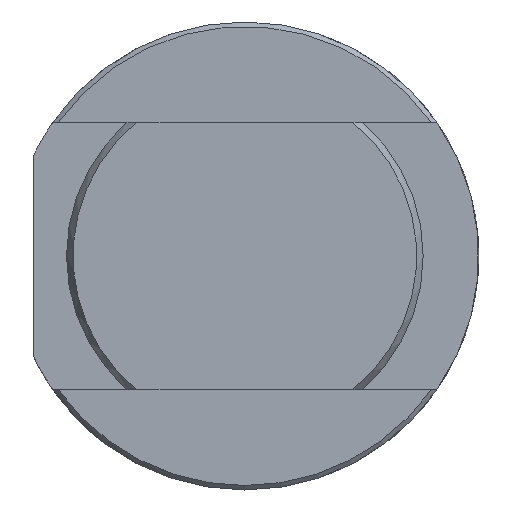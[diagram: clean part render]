
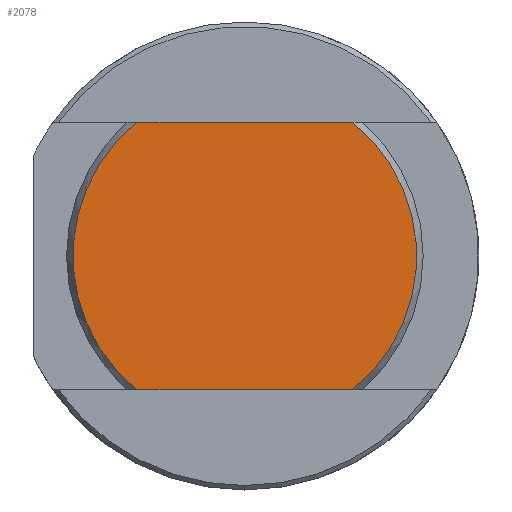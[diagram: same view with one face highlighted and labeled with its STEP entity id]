
A CAD part, left-side view. The second image highlights one B-rep face of the part: STEP entity #2078.
In plain terms, the highlighted planar face has unit normal (-1, 0, 0).
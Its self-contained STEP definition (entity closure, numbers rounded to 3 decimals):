
#56 = ORIENTED_EDGE ( 'NONE', *, *, #2604, .T. ) ;
#573 = EDGE_LOOP ( 'NONE', ( #56, #1501, #706, #703 ) ) ;
#703 = ORIENTED_EDGE ( 'NONE', *, *, #2668, .F. ) ;
#706 = ORIENTED_EDGE ( 'NONE', *, *, #2666, .T. ) ;
#1046 = CARTESIAN_POINT ( 'NONE',  ( 0., 0., 0. ) ) ;
#1047 = PLANE ( 'NONE',  #2630 ) ;
#1048 = DIRECTION ( 'NONE',  ( 1., 0., 0. ) ) ;
#1049 = DIRECTION ( 'NONE',  ( 0., 0., -1. ) ) ;
#1501 = ORIENTED_EDGE ( 'NONE', *, *, #2605, .F. ) ;
#1763 = CARTESIAN_POINT ( 'NONE',  ( 0., -4.844, -6. ) ) ;
#1797 = CARTESIAN_POINT ( 'NONE',  ( 0., -4.844, 6. ) ) ;
#1816 = CARTESIAN_POINT ( 'NONE',  ( 0., 4.844, -6. ) ) ;
#1820 = CARTESIAN_POINT ( 'NONE',  ( 0., 4.844, 6. ) ) ;
#1982 = AXIS2_PLACEMENT_3D ( 'NONE', #3942, #3947, #3948 ) ;
#2030 = AXIS2_PLACEMENT_3D ( 'NONE', #3867, #3868, #3869 ) ;
#2078 = ADVANCED_FACE ( 'NONE', ( #2364 ), #1047, .F. ) ;
#2364 = FACE_OUTER_BOUND ( 'NONE', #573, .T. ) ;
#2604 = EDGE_CURVE ( 'NONE', #3585, #3619, #4475, .T. ) ;
#2605 = EDGE_CURVE ( 'NONE', #3642, #3619, #4474, .T. ) ;
#2630 = AXIS2_PLACEMENT_3D ( 'NONE', #1046, #1048, #1049 ) ;
#2666 = EDGE_CURVE ( 'NONE', #3642, #3638, #4531, .T. ) ;
#2668 = EDGE_CURVE ( 'NONE', #3585, #3638, #4523, .T. ) ;
#3585 = VERTEX_POINT ( 'NONE', #1763 ) ;
#3619 = VERTEX_POINT ( 'NONE', #1797 ) ;
#3638 = VERTEX_POINT ( 'NONE', #1816 ) ;
#3642 = VERTEX_POINT ( 'NONE', #1820 ) ;
#3846 = CARTESIAN_POINT ( 'NONE',  ( 0., 8.617, 6. ) ) ;
#3867 = CARTESIAN_POINT ( 'NONE',  ( 0., 0., 0. ) ) ;
#3868 = DIRECTION ( 'NONE',  ( -1., 0., 0. ) ) ;
#3869 = DIRECTION ( 'NONE',  ( 0., 0., -1. ) ) ;
#3871 = DIRECTION ( 'NONE',  ( 0., -1., 0. ) ) ;
#3942 = CARTESIAN_POINT ( 'NONE',  ( 0., 0., 0. ) ) ;
#3947 = DIRECTION ( 'NONE',  ( -1., 0., 0. ) ) ;
#3948 = DIRECTION ( 'NONE',  ( 0., 0., -1. ) ) ;
#3952 = CARTESIAN_POINT ( 'NONE',  ( 0., 8.617, -6. ) ) ;
#3953 = DIRECTION ( 'NONE',  ( 0., 1., 0. ) ) ;
#4466 = VECTOR ( 'NONE', #3871, 1000. ) ;
#4474 = LINE ( 'NONE', #3846, #4466 ) ;
#4475 = CIRCLE ( 'NONE', #2030, 7.711 ) ;
#4523 = LINE ( 'NONE', #3952, #4530 ) ;
#4530 = VECTOR ( 'NONE', #3953, 1000. ) ;
#4531 = CIRCLE ( 'NONE', #1982, 7.711 ) ;
